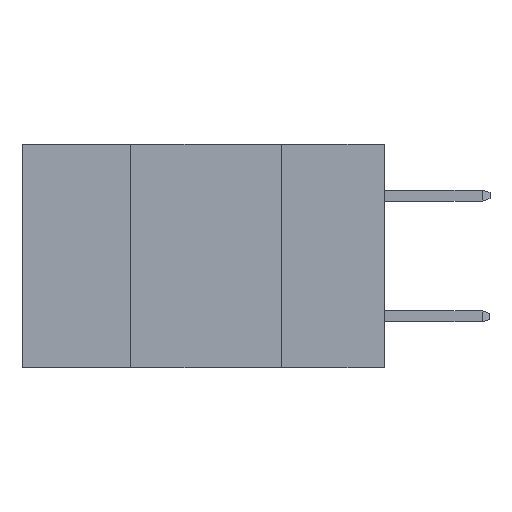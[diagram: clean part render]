
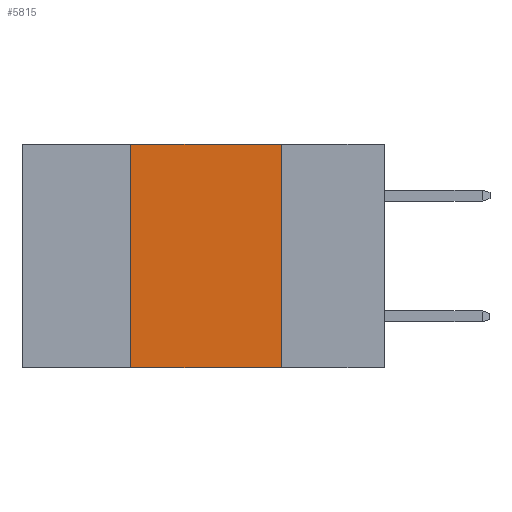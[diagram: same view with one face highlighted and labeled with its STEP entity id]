
A CAD part, left-side view. The second image highlights one B-rep face of the part: STEP entity #5815.
In plain terms, the highlighted planar face has unit normal (-1, 0, 0).
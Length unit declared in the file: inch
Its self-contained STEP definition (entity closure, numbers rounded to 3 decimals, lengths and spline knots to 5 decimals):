
#11 = EDGE_LOOP ( 'NONE', ( #13191, #1963, #11925, #11713 ) ) ;
#839 = EDGE_CURVE ( 'NONE', #13290, #3977, #3175, .T. ) ;
#1963 = ORIENTED_EDGE ( 'NONE', *, *, #7924, .F. ) ;
#2802 = FACE_OUTER_BOUND ( 'NONE', #11, .T. ) ;
#3175 = LINE ( 'NONE', #11165, #5613 ) ;
#3479 = DIRECTION ( 'NONE',  ( 0., 0., 1. ) ) ;
#3518 = VECTOR ( 'NONE', #13643, 39.37008 ) ;
#3643 = AXIS2_PLACEMENT_3D ( 'NONE', #14500, #13932, #11912 ) ;
#3977 = VERTEX_POINT ( 'NONE', #7619 ) ;
#5243 = VERTEX_POINT ( 'NONE', #8977 ) ;
#5613 = VECTOR ( 'NONE', #10853, 39.37008 ) ;
#5815 = ADVANCED_FACE ( 'NONE', ( #2802 ), #12672, .F. ) ;
#6599 = CARTESIAN_POINT ( 'NONE',  ( 0., 0.42, -0.37 ) ) ;
#6995 = EDGE_CURVE ( 'NONE', #7553, #3977, #15331, .T. ) ;
#7553 = VERTEX_POINT ( 'NONE', #9263 ) ;
#7619 = CARTESIAN_POINT ( 'NONE',  ( 0., 0.17, -0.37 ) ) ;
#7924 = EDGE_CURVE ( 'NONE', #5243, #7553, #13038, .T. ) ;
#8977 = CARTESIAN_POINT ( 'NONE',  ( 0., 0.42, 0. ) ) ;
#9263 = CARTESIAN_POINT ( 'NONE',  ( 0., 0.17, 0. ) ) ;
#9547 = VECTOR ( 'NONE', #11491, 39.37008 ) ;
#10392 = LINE ( 'NONE', #11862, #13145 ) ;
#10853 = DIRECTION ( 'NONE',  ( 0., -1., 0. ) ) ;
#11007 = EDGE_CURVE ( 'NONE', #13290, #5243, #10392, .T. ) ;
#11165 = CARTESIAN_POINT ( 'NONE',  ( 0., 0.6, -0.37 ) ) ;
#11491 = DIRECTION ( 'NONE',  ( 0., 0., -1. ) ) ;
#11613 = CARTESIAN_POINT ( 'NONE',  ( 0., 0.17, 0. ) ) ;
#11713 = ORIENTED_EDGE ( 'NONE', *, *, #839, .T. ) ;
#11862 = CARTESIAN_POINT ( 'NONE',  ( 0., 0.42, 0. ) ) ;
#11912 = DIRECTION ( 'NONE',  ( 0., 0., -1. ) ) ;
#11925 = ORIENTED_EDGE ( 'NONE', *, *, #11007, .F. ) ;
#12672 = PLANE ( 'NONE',  #3643 ) ;
#13038 = LINE ( 'NONE', #13707, #3518 ) ;
#13145 = VECTOR ( 'NONE', #3479, 39.37008 ) ;
#13191 = ORIENTED_EDGE ( 'NONE', *, *, #6995, .F. ) ;
#13290 = VERTEX_POINT ( 'NONE', #6599 ) ;
#13643 = DIRECTION ( 'NONE',  ( 0., -1., 0. ) ) ;
#13707 = CARTESIAN_POINT ( 'NONE',  ( 0., 0.6, 0. ) ) ;
#13932 = DIRECTION ( 'NONE',  ( 1., 0., 0. ) ) ;
#14500 = CARTESIAN_POINT ( 'NONE',  ( 0., 0.6, 0. ) ) ;
#15331 = LINE ( 'NONE', #11613, #9547 ) ;
